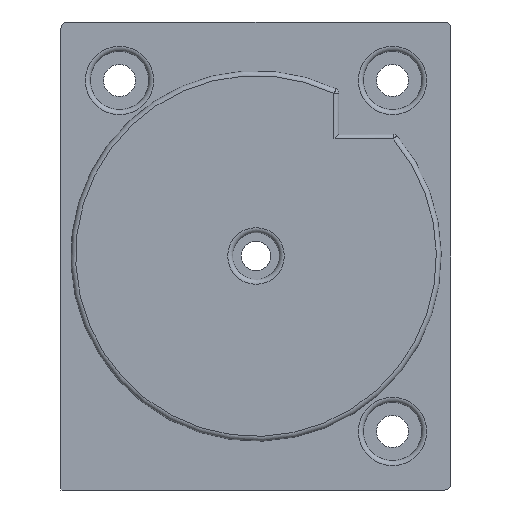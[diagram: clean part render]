
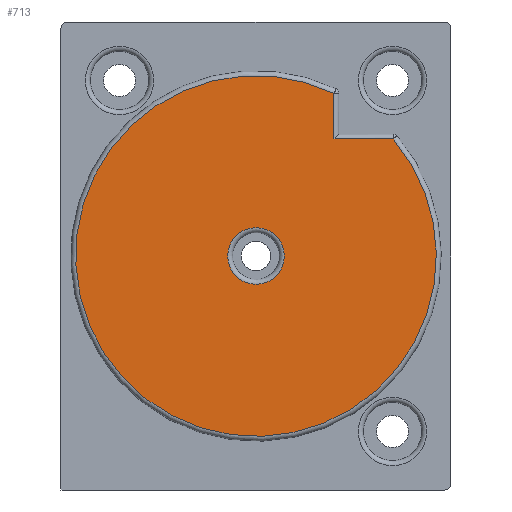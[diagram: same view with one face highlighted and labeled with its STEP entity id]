
A CAD part, front view. The second image highlights one B-rep face of the part: STEP entity #713.
In plain terms, the highlighted planar face has unit normal (0, -1, 0).
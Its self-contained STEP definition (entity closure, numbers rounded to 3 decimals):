
#49=FACE_BOUND('',#233,.T.);
#67=LINE('',#1197,#116);
#68=LINE('',#1200,#117);
#116=VECTOR('',#949,10.);
#117=VECTOR('',#952,10.);
#157=PLANE('',#800);
#181=FACE_OUTER_BOUND('',#232,.T.);
#232=EDGE_LOOP('',(#546,#547,#548));
#233=EDGE_LOOP('',(#549));
#301=CIRCLE('',#796,2.9);
#305=CIRCLE('',#801,18.5);
#356=VERTEX_POINT('',#1187);
#359=VERTEX_POINT('',#1195);
#360=VERTEX_POINT('',#1196);
#361=VERTEX_POINT('',#1198);
#424=EDGE_CURVE('',#356,#356,#301,.T.);
#428=EDGE_CURVE('',#359,#360,#67,.T.);
#429=EDGE_CURVE('',#361,#359,#305,.T.);
#430=EDGE_CURVE('',#360,#361,#68,.T.);
#546=ORIENTED_EDGE('',*,*,#428,.F.);
#547=ORIENTED_EDGE('',*,*,#429,.F.);
#548=ORIENTED_EDGE('',*,*,#430,.F.);
#549=ORIENTED_EDGE('',*,*,#424,.F.);
#713=ADVANCED_FACE('',(#181,#49),#157,.T.);
#796=AXIS2_PLACEMENT_3D('',#1188,#939,#940);
#800=AXIS2_PLACEMENT_3D('',#1194,#947,#948);
#801=AXIS2_PLACEMENT_3D('',#1199,#950,#951);
#939=DIRECTION('center_axis',(0.,-1.,0.));
#940=DIRECTION('ref_axis',(1.,0.,0.));
#947=DIRECTION('center_axis',(0.,-1.,0.));
#948=DIRECTION('ref_axis',(1.,0.,0.));
#949=DIRECTION('',(0.,0.,-1.));
#950=DIRECTION('center_axis',(0.,1.,0.));
#951=DIRECTION('ref_axis',(-0.612,0.,-0.791));
#952=DIRECTION('',(1.,0.,0.));
#1187=CARTESIAN_POINT('',(-2.2,-38.5,-26.9));
#1188=CARTESIAN_POINT('Origin',(-2.2,-38.5,-24.));
#1194=CARTESIAN_POINT('Origin',(-2.2,-38.5,-24.));
#1195=CARTESIAN_POINT('',(5.8,-38.5,-7.319));
#1196=CARTESIAN_POINT('',(5.8,-38.5,-12.));
#1197=CARTESIAN_POINT('',(5.8,-38.5,-17.75));
#1198=CARTESIAN_POINT('',(11.88,-38.5,-12.));
#1199=CARTESIAN_POINT('Origin',(-2.2,-38.5,-24.));
#1200=CARTESIAN_POINT('',(4.955,-38.5,-12.));
